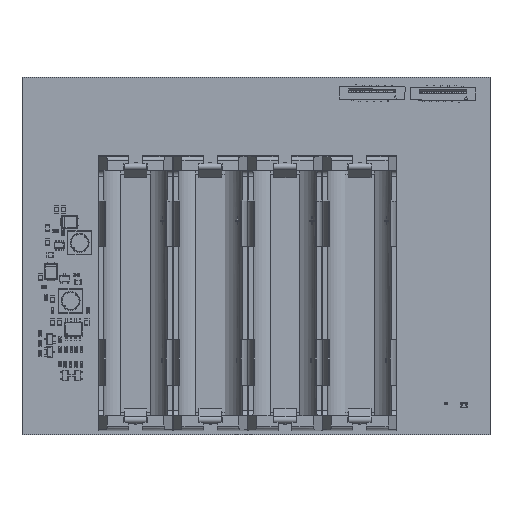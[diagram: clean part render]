
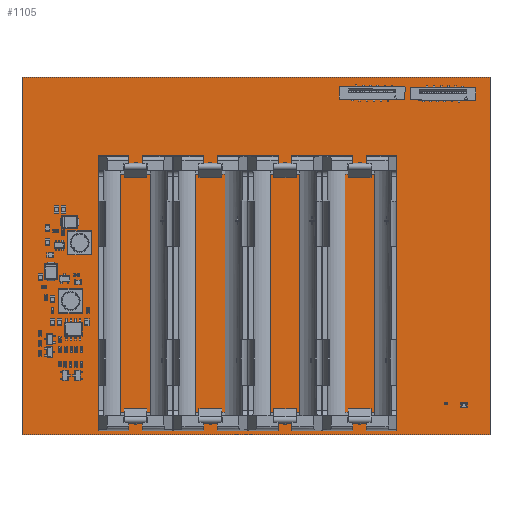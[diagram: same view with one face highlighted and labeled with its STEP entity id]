
A CAD part, top view. The second image highlights one B-rep face of the part: STEP entity #1105.
In plain terms, the highlighted planar face has unit normal (0, 0, 1).
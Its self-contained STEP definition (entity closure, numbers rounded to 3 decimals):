
#256 = VERTEX_POINT('',#257);
#257 = CARTESIAN_POINT('',(53.5,3.175,0.411));
#263 = EDGE_CURVE('',#256,#264,#266,.T.);
#264 = VERTEX_POINT('',#265);
#265 = CARTESIAN_POINT('',(53.5,103.505,0.411));
#266 = LINE('',#267,#268);
#267 = CARTESIAN_POINT('',(53.5,3.175,0.411));
#268 = VECTOR('',#269,1.);
#269 = DIRECTION('',(0.,1.,0.));
#294 = EDGE_CURVE('',#264,#295,#297,.T.);
#295 = VERTEX_POINT('',#296);
#296 = CARTESIAN_POINT('',(184.794,103.505,0.411));
#297 = LINE('',#298,#299);
#298 = CARTESIAN_POINT('',(53.5,103.505,0.411));
#299 = VECTOR('',#300,1.);
#300 = DIRECTION('',(1.,0.,0.));
#325 = EDGE_CURVE('',#295,#326,#328,.T.);
#326 = VERTEX_POINT('',#327);
#327 = CARTESIAN_POINT('',(184.794,3.175,0.411));
#328 = LINE('',#329,#330);
#329 = CARTESIAN_POINT('',(184.794,103.505,0.411));
#330 = VECTOR('',#331,1.);
#331 = DIRECTION('',(0.,-1.,0.));
#356 = EDGE_CURVE('',#326,#256,#357,.T.);
#357 = LINE('',#358,#359);
#358 = CARTESIAN_POINT('',(184.794,3.175,0.411));
#359 = VECTOR('',#360,1.);
#360 = DIRECTION('',(-1.,0.,0.));
#380 = VERTEX_POINT('',#381);
#381 = CARTESIAN_POINT('',(86.033,6.779,0.411));
#387 = EDGE_CURVE('',#380,#380,#388,.T.);
#388 = CIRCLE('',#389,0.66);
#389 = AXIS2_PLACEMENT_3D('',#390,#391,#392);
#390 = CARTESIAN_POINT('',(85.373,6.779,0.411));
#391 = DIRECTION('',(0.,0.,1.));
#392 = DIRECTION('',(1.,0.,-0.));
#413 = VERTEX_POINT('',#414);
#414 = CARTESIAN_POINT('',(79.278,70.489,0.411));
#420 = EDGE_CURVE('',#413,#413,#421,.T.);
#421 = CIRCLE('',#422,1.775);
#422 = AXIS2_PLACEMENT_3D('',#423,#424,#425);
#423 = CARTESIAN_POINT('',(77.503,70.489,0.411));
#424 = DIRECTION('',(0.,0.,1.));
#425 = DIRECTION('',(1.,0.,-0.));
#446 = VERTEX_POINT('',#447);
#447 = CARTESIAN_POINT('',(106.988,6.779,0.411));
#453 = EDGE_CURVE('',#446,#446,#454,.T.);
#454 = CIRCLE('',#455,0.66);
#455 = AXIS2_PLACEMENT_3D('',#456,#457,#458);
#456 = CARTESIAN_POINT('',(106.328,6.779,0.411));
#457 = DIRECTION('',(0.,0.,1.));
#458 = DIRECTION('',(1.,0.,-0.));
#479 = VERTEX_POINT('',#480);
#480 = CARTESIAN_POINT('',(95.018,15.289,0.411));
#486 = EDGE_CURVE('',#479,#479,#487,.T.);
#487 = CIRCLE('',#488,1.775);
#488 = AXIS2_PLACEMENT_3D('',#489,#490,#491);
#489 = CARTESIAN_POINT('',(93.243,15.289,0.411));
#490 = DIRECTION('',(0.,0.,1.));
#491 = DIRECTION('',(1.,0.,-0.));
#512 = VERTEX_POINT('',#513);
#513 = CARTESIAN_POINT('',(115.973,15.289,0.411));
#519 = EDGE_CURVE('',#512,#512,#520,.T.);
#520 = CIRCLE('',#521,1.775);
#521 = AXIS2_PLACEMENT_3D('',#522,#523,#524);
#522 = CARTESIAN_POINT('',(114.198,15.289,0.411));
#523 = DIRECTION('',(0.,0.,1.));
#524 = DIRECTION('',(1.,0.,-0.));
#545 = VERTEX_POINT('',#546);
#546 = CARTESIAN_POINT('',(86.033,78.999,0.411));
#552 = EDGE_CURVE('',#545,#545,#553,.T.);
#553 = CIRCLE('',#554,0.66);
#554 = AXIS2_PLACEMENT_3D('',#555,#556,#557);
#555 = CARTESIAN_POINT('',(85.373,78.999,0.411));
#556 = DIRECTION('',(0.,0.,1.));
#557 = DIRECTION('',(1.,0.,-0.));
#578 = VERTEX_POINT('',#579);
#579 = CARTESIAN_POINT('',(94.438,78.999,0.411));
#585 = EDGE_CURVE('',#578,#578,#586,.T.);
#586 = CIRCLE('',#587,1.195);
#587 = AXIS2_PLACEMENT_3D('',#588,#589,#590);
#588 = CARTESIAN_POINT('',(93.243,78.999,0.411));
#589 = DIRECTION('',(0.,0.,1.));
#590 = DIRECTION('',(1.,0.,-0.));
#611 = VERTEX_POINT('',#612);
#612 = CARTESIAN_POINT('',(100.233,70.489,0.411));
#618 = EDGE_CURVE('',#611,#611,#619,.T.);
#619 = CIRCLE('',#620,1.775);
#620 = AXIS2_PLACEMENT_3D('',#621,#622,#623);
#621 = CARTESIAN_POINT('',(98.458,70.489,0.411));
#622 = DIRECTION('',(0.,0.,1.));
#623 = DIRECTION('',(1.,0.,-0.));
#644 = VERTEX_POINT('',#645);
#645 = CARTESIAN_POINT('',(106.988,78.999,0.411));
#651 = EDGE_CURVE('',#644,#644,#652,.T.);
#652 = CIRCLE('',#653,0.66);
#653 = AXIS2_PLACEMENT_3D('',#654,#655,#656);
#654 = CARTESIAN_POINT('',(106.328,78.999,0.411));
#655 = DIRECTION('',(0.,0.,1.));
#656 = DIRECTION('',(1.,0.,-0.));
#677 = VERTEX_POINT('',#678);
#678 = CARTESIAN_POINT('',(115.393,78.999,0.411));
#684 = EDGE_CURVE('',#677,#677,#685,.T.);
#685 = CIRCLE('',#686,1.195);
#686 = AXIS2_PLACEMENT_3D('',#687,#688,#689);
#687 = CARTESIAN_POINT('',(114.198,78.999,0.411));
#688 = DIRECTION('',(0.,0.,1.));
#689 = DIRECTION('',(1.,0.,-0.));
#710 = VERTEX_POINT('',#711);
#711 = CARTESIAN_POINT('',(127.943,6.779,0.411));
#717 = EDGE_CURVE('',#710,#710,#718,.T.);
#718 = CIRCLE('',#719,0.66);
#719 = AXIS2_PLACEMENT_3D('',#720,#721,#722);
#720 = CARTESIAN_POINT('',(127.283,6.779,0.411));
#721 = DIRECTION('',(0.,0.,1.));
#722 = DIRECTION('',(1.,0.,-0.));
#743 = VERTEX_POINT('',#744);
#744 = CARTESIAN_POINT('',(121.188,70.489,0.411));
#750 = EDGE_CURVE('',#743,#743,#751,.T.);
#751 = CIRCLE('',#752,1.775);
#752 = AXIS2_PLACEMENT_3D('',#753,#754,#755);
#753 = CARTESIAN_POINT('',(119.413,70.489,0.411));
#754 = DIRECTION('',(0.,0.,1.));
#755 = DIRECTION('',(1.,0.,-0.));
#776 = VERTEX_POINT('',#777);
#777 = CARTESIAN_POINT('',(148.898,6.779,0.411));
#783 = EDGE_CURVE('',#776,#776,#784,.T.);
#784 = CIRCLE('',#785,0.66);
#785 = AXIS2_PLACEMENT_3D('',#786,#787,#788);
#786 = CARTESIAN_POINT('',(148.238,6.779,0.411));
#787 = DIRECTION('',(0.,0.,1.));
#788 = DIRECTION('',(1.,0.,-0.));
#809 = VERTEX_POINT('',#810);
#810 = CARTESIAN_POINT('',(136.928,15.289,0.411));
#816 = EDGE_CURVE('',#809,#809,#817,.T.);
#817 = CIRCLE('',#818,1.775);
#818 = AXIS2_PLACEMENT_3D('',#819,#820,#821);
#819 = CARTESIAN_POINT('',(135.153,15.289,0.411));
#820 = DIRECTION('',(0.,0.,1.));
#821 = DIRECTION('',(1.,0.,-0.));
#842 = VERTEX_POINT('',#843);
#843 = CARTESIAN_POINT('',(157.883,15.289,0.411));
#849 = EDGE_CURVE('',#842,#842,#850,.T.);
#850 = CIRCLE('',#851,1.775);
#851 = AXIS2_PLACEMENT_3D('',#852,#853,#854);
#852 = CARTESIAN_POINT('',(156.108,15.289,0.411));
#853 = DIRECTION('',(0.,0.,1.));
#854 = DIRECTION('',(1.,0.,-0.));
#875 = VERTEX_POINT('',#876);
#876 = CARTESIAN_POINT('',(127.943,78.999,0.411));
#882 = EDGE_CURVE('',#875,#875,#883,.T.);
#883 = CIRCLE('',#884,0.66);
#884 = AXIS2_PLACEMENT_3D('',#885,#886,#887);
#885 = CARTESIAN_POINT('',(127.283,78.999,0.411));
#886 = DIRECTION('',(0.,0.,1.));
#887 = DIRECTION('',(1.,0.,-0.));
#908 = VERTEX_POINT('',#909);
#909 = CARTESIAN_POINT('',(136.348,78.999,0.411));
#915 = EDGE_CURVE('',#908,#908,#916,.T.);
#916 = CIRCLE('',#917,1.195);
#917 = AXIS2_PLACEMENT_3D('',#918,#919,#920);
#918 = CARTESIAN_POINT('',(135.153,78.999,0.411));
#919 = DIRECTION('',(0.,0.,1.));
#920 = DIRECTION('',(1.,0.,-0.));
#941 = VERTEX_POINT('',#942);
#942 = CARTESIAN_POINT('',(142.143,70.489,0.411));
#948 = EDGE_CURVE('',#941,#941,#949,.T.);
#949 = CIRCLE('',#950,1.775);
#950 = AXIS2_PLACEMENT_3D('',#951,#952,#953);
#951 = CARTESIAN_POINT('',(140.368,70.489,0.411));
#952 = DIRECTION('',(0.,0.,1.));
#953 = DIRECTION('',(1.,0.,-0.));
#974 = VERTEX_POINT('',#975);
#975 = CARTESIAN_POINT('',(148.898,78.999,0.411));
#981 = EDGE_CURVE('',#974,#974,#982,.T.);
#982 = CIRCLE('',#983,0.66);
#983 = AXIS2_PLACEMENT_3D('',#984,#985,#986);
#984 = CARTESIAN_POINT('',(148.238,78.999,0.411));
#985 = DIRECTION('',(0.,0.,1.));
#986 = DIRECTION('',(1.,0.,-0.));
#1007 = VERTEX_POINT('',#1008);
#1008 = CARTESIAN_POINT('',(157.303,78.999,0.411));
#1014 = EDGE_CURVE('',#1007,#1007,#1015,.T.);
#1015 = CIRCLE('',#1016,1.195);
#1016 = AXIS2_PLACEMENT_3D('',#1017,#1018,#1019);
#1017 = CARTESIAN_POINT('',(156.108,78.999,0.411));
#1018 = DIRECTION('',(0.,0.,1.));
#1019 = DIRECTION('',(1.,0.,-0.));
#1105 = ADVANCED_FACE('',(#1106,#1112,#1115,#1118,#1121,#1124,#1127,
    #1130,#1133,#1136,#1139,#1142,#1145,#1148,#1151,#1154,#1157,#1160,
    #1163,#1166,#1169),#1172,.F.);
#1106 = FACE_BOUND('',#1107,.F.);
#1107 = EDGE_LOOP('',(#1108,#1109,#1110,#1111));
#1108 = ORIENTED_EDGE('',*,*,#263,.T.);
#1109 = ORIENTED_EDGE('',*,*,#294,.T.);
#1110 = ORIENTED_EDGE('',*,*,#325,.T.);
#1111 = ORIENTED_EDGE('',*,*,#356,.T.);
#1112 = FACE_BOUND('',#1113,.F.);
#1113 = EDGE_LOOP('',(#1114));
#1114 = ORIENTED_EDGE('',*,*,#387,.T.);
#1115 = FACE_BOUND('',#1116,.F.);
#1116 = EDGE_LOOP('',(#1117));
#1117 = ORIENTED_EDGE('',*,*,#420,.T.);
#1118 = FACE_BOUND('',#1119,.F.);
#1119 = EDGE_LOOP('',(#1120));
#1120 = ORIENTED_EDGE('',*,*,#453,.T.);
#1121 = FACE_BOUND('',#1122,.F.);
#1122 = EDGE_LOOP('',(#1123));
#1123 = ORIENTED_EDGE('',*,*,#486,.T.);
#1124 = FACE_BOUND('',#1125,.F.);
#1125 = EDGE_LOOP('',(#1126));
#1126 = ORIENTED_EDGE('',*,*,#519,.T.);
#1127 = FACE_BOUND('',#1128,.F.);
#1128 = EDGE_LOOP('',(#1129));
#1129 = ORIENTED_EDGE('',*,*,#552,.T.);
#1130 = FACE_BOUND('',#1131,.F.);
#1131 = EDGE_LOOP('',(#1132));
#1132 = ORIENTED_EDGE('',*,*,#585,.T.);
#1133 = FACE_BOUND('',#1134,.F.);
#1134 = EDGE_LOOP('',(#1135));
#1135 = ORIENTED_EDGE('',*,*,#618,.T.);
#1136 = FACE_BOUND('',#1137,.F.);
#1137 = EDGE_LOOP('',(#1138));
#1138 = ORIENTED_EDGE('',*,*,#651,.T.);
#1139 = FACE_BOUND('',#1140,.F.);
#1140 = EDGE_LOOP('',(#1141));
#1141 = ORIENTED_EDGE('',*,*,#684,.T.);
#1142 = FACE_BOUND('',#1143,.F.);
#1143 = EDGE_LOOP('',(#1144));
#1144 = ORIENTED_EDGE('',*,*,#717,.T.);
#1145 = FACE_BOUND('',#1146,.F.);
#1146 = EDGE_LOOP('',(#1147));
#1147 = ORIENTED_EDGE('',*,*,#750,.T.);
#1148 = FACE_BOUND('',#1149,.F.);
#1149 = EDGE_LOOP('',(#1150));
#1150 = ORIENTED_EDGE('',*,*,#783,.T.);
#1151 = FACE_BOUND('',#1152,.F.);
#1152 = EDGE_LOOP('',(#1153));
#1153 = ORIENTED_EDGE('',*,*,#816,.T.);
#1154 = FACE_BOUND('',#1155,.F.);
#1155 = EDGE_LOOP('',(#1156));
#1156 = ORIENTED_EDGE('',*,*,#849,.T.);
#1157 = FACE_BOUND('',#1158,.F.);
#1158 = EDGE_LOOP('',(#1159));
#1159 = ORIENTED_EDGE('',*,*,#882,.T.);
#1160 = FACE_BOUND('',#1161,.F.);
#1161 = EDGE_LOOP('',(#1162));
#1162 = ORIENTED_EDGE('',*,*,#915,.T.);
#1163 = FACE_BOUND('',#1164,.F.);
#1164 = EDGE_LOOP('',(#1165));
#1165 = ORIENTED_EDGE('',*,*,#948,.T.);
#1166 = FACE_BOUND('',#1167,.F.);
#1167 = EDGE_LOOP('',(#1168));
#1168 = ORIENTED_EDGE('',*,*,#981,.T.);
#1169 = FACE_BOUND('',#1170,.F.);
#1170 = EDGE_LOOP('',(#1171));
#1171 = ORIENTED_EDGE('',*,*,#1014,.T.);
#1172 = PLANE('',#1173);
#1173 = AXIS2_PLACEMENT_3D('',#1174,#1175,#1176);
#1174 = CARTESIAN_POINT('',(119.147,53.34,0.411));
#1175 = DIRECTION('',(-0.,-0.,-1.));
#1176 = DIRECTION('',(-1.,0.,0.));
